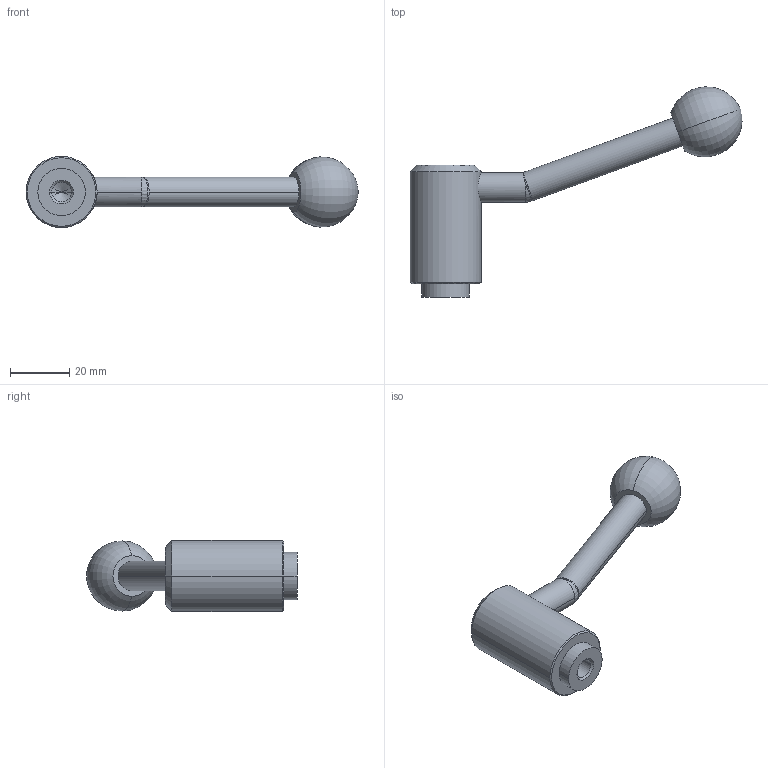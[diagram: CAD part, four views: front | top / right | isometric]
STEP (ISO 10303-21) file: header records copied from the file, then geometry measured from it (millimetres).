
FILE_DESCRIPTION( ( '' ), '1' );
FILE_NAME( 'K0108.1081.stp', '2012-11-01T14:00:13', ( '' ), ( '' ), ' ', ' ', ' ' );
FILE_SCHEMA( ( 'CONFIG_CONTROL_DESIGN' ) );
Length unit declared in the file: millimetre
Products named in the file (1): 1
Bounding box: 112.02 x 70.9 x 24 mm (x, y, z)
Volume: 30718.6 mm3; surface area: 8203.4 mm2
Topology: 1 solids, 1 shells, 30 faces, 78 edges, 41 vertices
Faces by surface type: cylinder 10, cone 8, sphere 6, plane 4, torus 2
Entity records: 979 total; most frequent: CARTESIAN_POINT 243, DIRECTION 165, ORIENTED_EDGE 132, AXIS2_PLACEMENT_3D 73, EDGE_CURVE 66, CIRCLE 42, VERTEX_POINT 41, EDGE_LOOP 33
